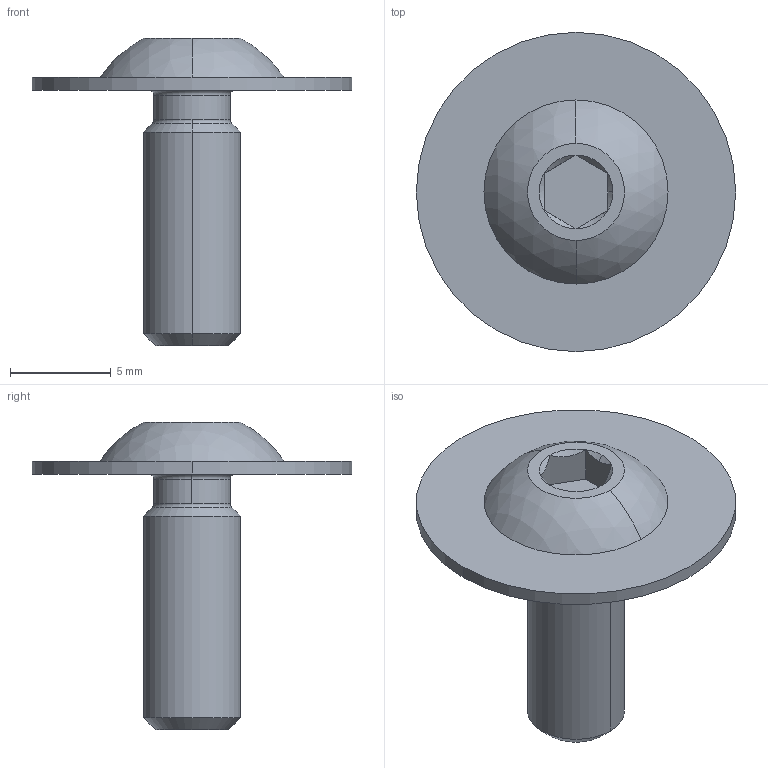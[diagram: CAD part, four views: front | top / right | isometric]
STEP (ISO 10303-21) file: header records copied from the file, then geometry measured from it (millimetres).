
FILE_DESCRIPTION (( 'STEP AP203' ), '1' );
FILE_NAME ('REV-21-2056.STEP', '2022-03-31T18:55:06', ( '' ), ( '' ), 'SwSTEP 2.0', 'SolidWorks 2022', '' );
FILE_SCHEMA (( 'CONFIG_CONTROL_DESIGN' ));
Length unit declared in the file: inch
Products named in the file (1): REV-21-2056
Bounding box: 15.88 x 15.88 x 15.27 mm (x, y, z)
Volume: 413 mm3; surface area: 654.3 mm2
Topology: 1 solids, 1 shells, 34 faces, 67 edges, 38 vertices
Faces by surface type: cone 11, plane 11, cylinder 6, torus 4, sphere 2
Entity records: 980 total; most frequent: CARTESIAN_POINT 187, DIRECTION 167, ORIENTED_EDGE 134, AXIS2_PLACEMENT_3D 72, EDGE_CURVE 67, VERTEX_POINT 38, CIRCLE 37, EDGE_LOOP 37
